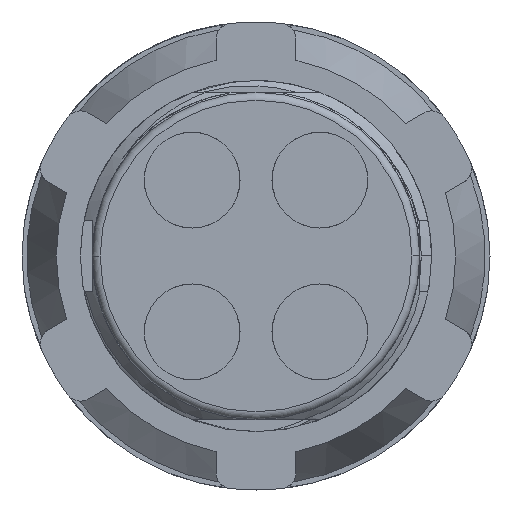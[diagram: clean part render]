
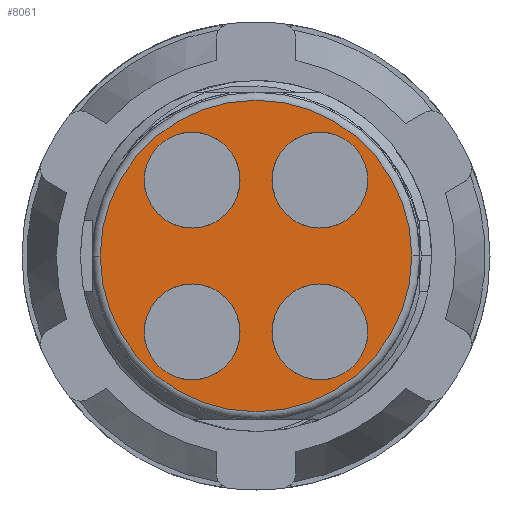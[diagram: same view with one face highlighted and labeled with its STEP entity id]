
A CAD part, front view. The second image highlights one B-rep face of the part: STEP entity #8061.
In plain terms, the highlighted planar face has unit normal (0, -1, 0).
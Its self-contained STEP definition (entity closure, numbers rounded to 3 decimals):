
#2=CARTESIAN_POINT('',(0.,-43.,0.));
#3=DIRECTION('',(0.,1.,0.));
#4=DIRECTION('',(1.,0.,0.));
#5=AXIS2_PLACEMENT_3D('',#2,#3,#4);
#7=CARTESIAN_POINT('',(0.,-43.,0.));
#8=DIRECTION('',(0.,1.,0.));
#9=DIRECTION('',(-1.,0.,0.));
#10=AXIS2_PLACEMENT_3D('',#7,#8,#9);
#12=CARTESIAN_POINT('',(4.,-43.,4.75));
#13=DIRECTION('',(0.,-1.,0.));
#14=DIRECTION('',(0.,0.,-1.));
#15=AXIS2_PLACEMENT_3D('',#12,#13,#14);
#17=CARTESIAN_POINT('',(4.,-43.,4.75));
#18=DIRECTION('',(0.,-1.,0.));
#19=DIRECTION('',(0.,0.,1.));
#20=AXIS2_PLACEMENT_3D('',#17,#18,#19);
#22=CARTESIAN_POINT('',(4.,-43.,-4.75));
#23=DIRECTION('',(0.,-1.,0.));
#24=DIRECTION('',(0.,0.,-1.));
#25=AXIS2_PLACEMENT_3D('',#22,#23,#24);
#27=CARTESIAN_POINT('',(4.,-43.,-4.75));
#28=DIRECTION('',(0.,-1.,0.));
#29=DIRECTION('',(0.,0.,1.));
#30=AXIS2_PLACEMENT_3D('',#27,#28,#29);
#32=CARTESIAN_POINT('',(-4.,-43.,4.75));
#33=DIRECTION('',(0.,-1.,0.));
#34=DIRECTION('',(0.,0.,-1.));
#35=AXIS2_PLACEMENT_3D('',#32,#33,#34);
#37=CARTESIAN_POINT('',(-4.,-43.,4.75));
#38=DIRECTION('',(0.,-1.,0.));
#39=DIRECTION('',(0.,0.,1.));
#40=AXIS2_PLACEMENT_3D('',#37,#38,#39);
#42=CARTESIAN_POINT('',(-4.,-43.,-4.75));
#43=DIRECTION('',(0.,-1.,0.));
#44=DIRECTION('',(0.,0.,-1.));
#45=AXIS2_PLACEMENT_3D('',#42,#43,#44);
#47=CARTESIAN_POINT('',(-4.,-43.,-4.75));
#48=DIRECTION('',(0.,-1.,0.));
#49=DIRECTION('',(0.,0.,1.));
#50=AXIS2_PLACEMENT_3D('',#47,#48,#49);
#7472=CARTESIAN_POINT('',(9.75,-43.,0.));
#7473=CARTESIAN_POINT('',(-9.75,-43.,0.));
#7474=VERTEX_POINT('',#7472);
#7475=VERTEX_POINT('',#7473);
#7679=CARTESIAN_POINT('',(4.,-43.,1.75));
#7680=VERTEX_POINT('',#7679);
#7681=CARTESIAN_POINT('',(4.,-43.,7.75));
#7682=VERTEX_POINT('',#7681);
#7683=CARTESIAN_POINT('',(4.,-43.,-7.75));
#7684=VERTEX_POINT('',#7683);
#7685=CARTESIAN_POINT('',(4.,-43.,-1.75));
#7686=VERTEX_POINT('',#7685);
#7687=CARTESIAN_POINT('',(-4.,-43.,1.75));
#7688=VERTEX_POINT('',#7687);
#7689=CARTESIAN_POINT('',(-4.,-43.,7.75));
#7690=VERTEX_POINT('',#7689);
#7691=CARTESIAN_POINT('',(-4.,-43.,-7.75));
#7692=VERTEX_POINT('',#7691);
#7693=CARTESIAN_POINT('',(-4.,-43.,-1.75));
#7694=VERTEX_POINT('',#7693);
#8026=CARTESIAN_POINT('',(0.,-43.,0.));
#8027=DIRECTION('',(0.,1.,0.));
#8028=DIRECTION('',(1.,0.,0.));
#8029=AXIS2_PLACEMENT_3D('',#8026,#8027,#8028);
#8030=PLANE('',#8029);
#8032=ORIENTED_EDGE('',*,*,#8031,.T.);
#8034=ORIENTED_EDGE('',*,*,#8033,.T.);
#8035=EDGE_LOOP('',(#8032,#8034));
#8036=FACE_OUTER_BOUND('',#8035,.F.);
#8038=ORIENTED_EDGE('',*,*,#8037,.T.);
#8040=ORIENTED_EDGE('',*,*,#8039,.T.);
#8041=EDGE_LOOP('',(#8038,#8040));
#8042=FACE_BOUND('',#8041,.F.);
#8044=ORIENTED_EDGE('',*,*,#8043,.T.);
#8046=ORIENTED_EDGE('',*,*,#8045,.T.);
#8047=EDGE_LOOP('',(#8044,#8046));
#8048=FACE_BOUND('',#8047,.F.);
#8050=ORIENTED_EDGE('',*,*,#8049,.T.);
#8052=ORIENTED_EDGE('',*,*,#8051,.T.);
#8053=EDGE_LOOP('',(#8050,#8052));
#8054=FACE_BOUND('',#8053,.F.);
#8056=ORIENTED_EDGE('',*,*,#8055,.T.);
#8058=ORIENTED_EDGE('',*,*,#8057,.T.);
#8059=EDGE_LOOP('',(#8056,#8058));
#8060=FACE_BOUND('',#8059,.F.);
#6=CIRCLE('',#5,9.75);
#11=CIRCLE('',#10,9.75);
#16=CIRCLE('',#15,3.);
#21=CIRCLE('',#20,3.);
#26=CIRCLE('',#25,3.);
#31=CIRCLE('',#30,3.);
#36=CIRCLE('',#35,3.);
#41=CIRCLE('',#40,3.);
#46=CIRCLE('',#45,3.);
#51=CIRCLE('',#50,3.);
#8031=EDGE_CURVE('',#7474,#7475,#6,.T.);
#8033=EDGE_CURVE('',#7475,#7474,#11,.T.);
#8037=EDGE_CURVE('',#7680,#7682,#16,.T.);
#8039=EDGE_CURVE('',#7682,#7680,#21,.T.);
#8043=EDGE_CURVE('',#7684,#7686,#26,.T.);
#8045=EDGE_CURVE('',#7686,#7684,#31,.T.);
#8049=EDGE_CURVE('',#7688,#7690,#36,.T.);
#8051=EDGE_CURVE('',#7690,#7688,#41,.T.);
#8055=EDGE_CURVE('',#7692,#7694,#46,.T.);
#8057=EDGE_CURVE('',#7694,#7692,#51,.T.);
#8061=ADVANCED_FACE('',(#8036,#8042,#8048,#8054,#8060),#8030,.F.);
